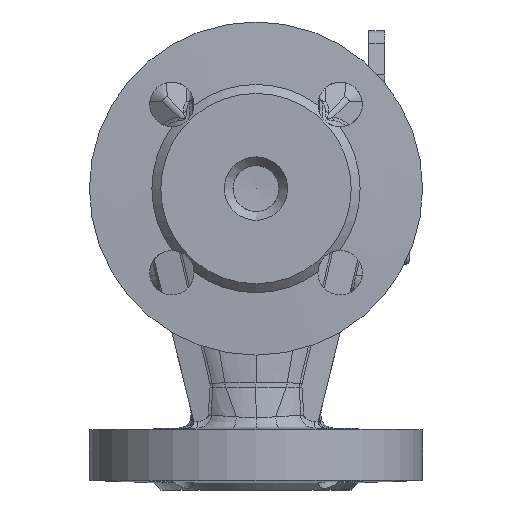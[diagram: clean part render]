
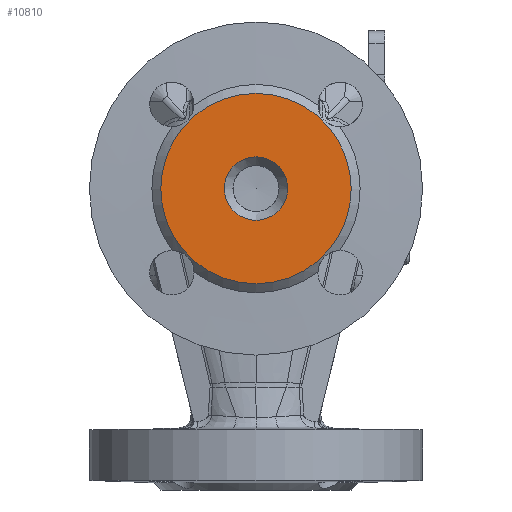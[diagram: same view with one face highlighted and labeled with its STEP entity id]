
A CAD part, front view. The second image highlights one B-rep face of the part: STEP entity #10810.
In plain terms, the highlighted planar face has unit normal (0, -1, 0).
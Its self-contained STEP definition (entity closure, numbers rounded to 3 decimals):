
#216=FACE_BOUND('',#3053,.T.);
#1441=PLANE('',#11659);
#1753=CIRCLE('',#11656,30.);
#1754=CIRCLE('',#11660,10.);
#2327=FACE_OUTER_BOUND('',#3052,.T.);
#3052=EDGE_LOOP('',(#7991));
#3053=EDGE_LOOP('',(#7992));
#4579=VERTEX_POINT('',#35390);
#4580=VERTEX_POINT('',#35426);
#5802=EDGE_CURVE('',#4579,#4579,#1753,.T.);
#5807=EDGE_CURVE('',#4580,#4580,#1754,.T.);
#7991=ORIENTED_EDGE('',*,*,#5802,.T.);
#7992=ORIENTED_EDGE('',*,*,#5807,.F.);
#10810=ADVANCED_FACE('',(#2327,#216),#1441,.F.);
#11656=AXIS2_PLACEMENT_3D('',#35392,#13046,#13047);
#11659=AXIS2_PLACEMENT_3D('',#35425,#13054,#13055);
#11660=AXIS2_PLACEMENT_3D('',#35427,#13056,#13057);
#13046=DIRECTION('center_axis',(0.,-1.,0.));
#13047=DIRECTION('ref_axis',(0.,0.,-1.));
#13054=DIRECTION('center_axis',(0.,1.,0.));
#13055=DIRECTION('ref_axis',(0.,0.,-1.));
#13056=DIRECTION('center_axis',(0.,-1.,0.));
#13057=DIRECTION('ref_axis',(0.,0.,-1.));
#35390=CARTESIAN_POINT('',(0.,-95.,30.));
#35392=CARTESIAN_POINT('Origin',(0.,-95.,0.));
#35425=CARTESIAN_POINT('Origin',(0.,-95.,0.));
#35426=CARTESIAN_POINT('',(0.,-95.,10.));
#35427=CARTESIAN_POINT('Origin',(0.,-95.,0.));
